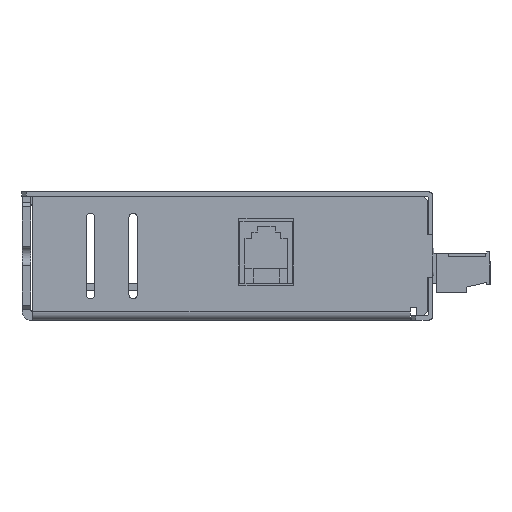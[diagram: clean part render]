
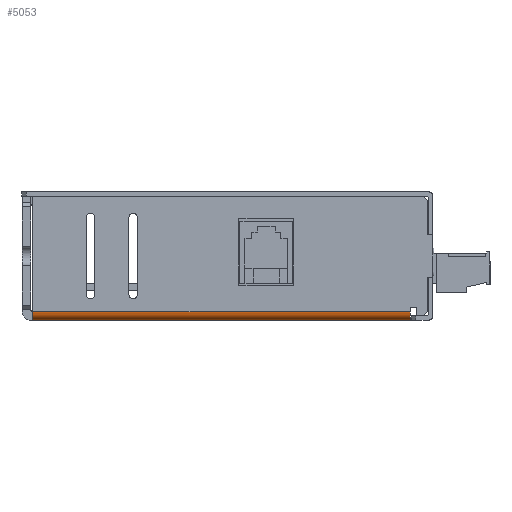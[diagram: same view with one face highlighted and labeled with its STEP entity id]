
A CAD part, left-side view. The second image highlights one B-rep face of the part: STEP entity #5053.
In plain terms, the highlighted cylindrical face has radius 2 mm (diameter 4 mm), a partial arc.
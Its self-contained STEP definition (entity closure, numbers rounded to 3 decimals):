
#5053 = ADVANCED_FACE( '', ( #10672 ), #10673, .T. );
#10672 = FACE_OUTER_BOUND( '', #16922, .T. );
#10673 = CYLINDRICAL_SURFACE( '', #16923, 2. );
#16922 = EDGE_LOOP( '', ( #31127, #31128, #31129, #31130 ) );
#16923 = AXIS2_PLACEMENT_3D( '', #31131, #31132, #31133 );
#31127 = ORIENTED_EDGE( '', *, *, #40279, .F. );
#31128 = ORIENTED_EDGE( '', *, *, #42313, .F. );
#31129 = ORIENTED_EDGE( '', *, *, #41557, .F. );
#31130 = ORIENTED_EDGE( '', *, *, #40539, .F. );
#31131 = CARTESIAN_POINT( '', ( 2., -58., -12.5 ) );
#31132 = DIRECTION( '', ( 1., 0., 0. ) );
#31133 = DIRECTION( '', ( 0., 0., 1. ) );
#40279 = EDGE_CURVE( '', #49625, #49627, #49628, .T. );
#40539 = EDGE_CURVE( '', #49627, #50008, #50009, .T. );
#41557 = EDGE_CURVE( '', #50008, #51395, #51396, .T. );
#42313 = EDGE_CURVE( '', #51395, #49625, #52339, .F. );
#49625 = VERTEX_POINT( '', #62633 );
#49627 = VERTEX_POINT( '', #62636 );
#49628 = CIRCLE( '', #62637, 2. );
#50008 = VERTEX_POINT( '', #63206 );
#50009 = LINE( '', #63207, #63208 );
#51395 = VERTEX_POINT( '', #65317 );
#51396 = CIRCLE( '', #65318, 2. );
#52339 = LINE( '', #66704, #66705 );
#62633 = CARTESIAN_POINT( '', ( 90.8, -60., -12.5 ) );
#62636 = CARTESIAN_POINT( '', ( 90.8, -58., -14.5 ) );
#62637 = AXIS2_PLACEMENT_3D( '', #71967, #71968, #71969 );
#63206 = CARTESIAN_POINT( '', ( 2.5, -58., -14.5 ) );
#63207 = CARTESIAN_POINT( '', ( 2., -58., -14.5 ) );
#63208 = VECTOR( '', #72204, 1000. );
#65317 = CARTESIAN_POINT( '', ( 2.5, -60., -12.5 ) );
#65318 = AXIS2_PLACEMENT_3D( '', #73056, #73057, #73058 );
#66704 = CARTESIAN_POINT( '', ( -86.651, -60., -12.5 ) );
#66705 = VECTOR( '', #73664, 1000. );
#71967 = CARTESIAN_POINT( '', ( 90.8, -58., -12.5 ) );
#71968 = DIRECTION( '', ( 1., 0., 0. ) );
#71969 = DIRECTION( '', ( 0., 0., -1. ) );
#72204 = DIRECTION( '', ( -1., 0., 0. ) );
#73056 = CARTESIAN_POINT( '', ( 2.5, -58., -12.5 ) );
#73057 = DIRECTION( '', ( -1., 0., 0. ) );
#73058 = DIRECTION( '', ( 0., 0., 1. ) );
#73664 = DIRECTION( '', ( -1., 0., 0. ) );
